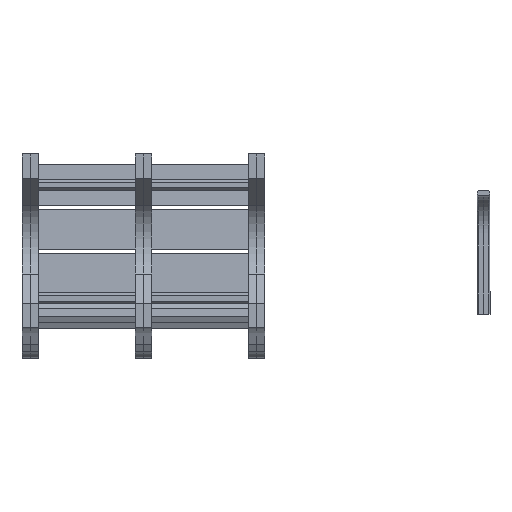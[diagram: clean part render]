
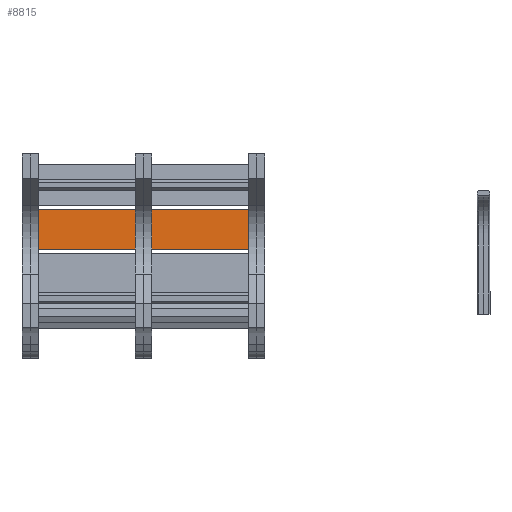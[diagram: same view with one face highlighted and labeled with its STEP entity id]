
A CAD part, front view. The second image highlights one B-rep face of the part: STEP entity #8815.
In plain terms, the highlighted planar face has unit normal (0, -0.999, 0.05).
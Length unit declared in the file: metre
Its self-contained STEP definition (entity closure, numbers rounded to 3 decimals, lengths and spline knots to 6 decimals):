
#132 = CARTESIAN_POINT('NONE', (-0.03, 0.018451, -0.003986));
#133 = VERTEX_POINT('NONE', #132);
#138 = CARTESIAN_POINT('NONE', (0.03, 0.018451, -0.003986));
#139 = VERTEX_POINT('NONE', #138);
#152 = CARTESIAN_POINT('NONE', (-0.03, 0.018951, 0.006014));
#153 = VERTEX_POINT('NONE', #152);
#154 = CARTESIAN_POINT('NONE', (0.03, 0.018951, 0.006014));
#155 = VERTEX_POINT('NONE', #154);
#1962 = DIRECTION('NONE', (1, 0, 0));
#1963 = VECTOR('NONE', #1962, 1);
#1964 = CARTESIAN_POINT('NONE', (-0.03, 0.018451, -0.003986));
#1965 = LINE('NONE', #1964, #1963);
#2006 = DIRECTION('NONE', (1, 0, 0));
#2007 = VECTOR('NONE', #2006, 1);
#2008 = CARTESIAN_POINT('NONE', (-0.03, 0.018951, 0.006014));
#2009 = LINE('NONE', #2008, #2007);
#2014 = DIRECTION('NONE', (0, -0.05, -0.999));
#2015 = VECTOR('NONE', #2014, 1);
#2016 = CARTESIAN_POINT('NONE', (-0.03, 0.018951, 0.006014));
#2017 = LINE('NONE', #2016, #2015);
#2018 = DIRECTION('NONE', (0, -0.05, -0.999));
#2019 = VECTOR('NONE', #2018, 1);
#2020 = CARTESIAN_POINT('NONE', (0.03, 0.018951, 0.006014));
#2021 = LINE('NONE', #2020, #2019);
#5433 = EDGE_CURVE('NONE', #133, #139, #1965, .T.);
#5444 = EDGE_CURVE('NONE', #153, #155, #2009, .T.);
#5446 = EDGE_CURVE('NONE', #153, #133, #2017, .T.);
#5447 = EDGE_CURVE('NONE', #155, #139, #2021, .T.);
#7208 = CARTESIAN_POINT('NONE', (0, 0.018701, 0.001014));
#7209 = DIRECTION('NONE', (0, -0.999, 0.05));
#7210 = AXIS2_PLACEMENT_3D('NONE', #7208, #7209, $);
#7211 = PLANE('NONE', #7210);
#8809 = ORIENTED_EDGE('NONE', *, *, #5446, .T.);
#8810 = ORIENTED_EDGE('NONE', *, *, #5433, .T.);
#8811 = ORIENTED_EDGE('NONE', *, *, #5447, .F.);
#8812 = ORIENTED_EDGE('NONE', *, *, #5444, .F.);
#8813 = EDGE_LOOP('NONE', (#8809, #8810, #8811, #8812));
#8814 = FACE_BOUND('NONE', #8813, .T.);
#8815 = ADVANCED_FACE('NONE', (#8814), #7211, .T.);
